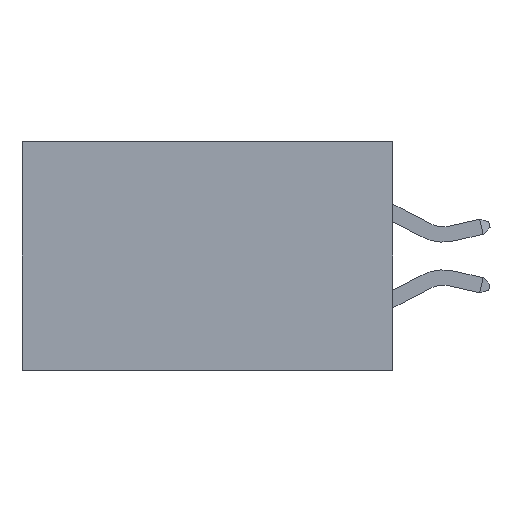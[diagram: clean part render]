
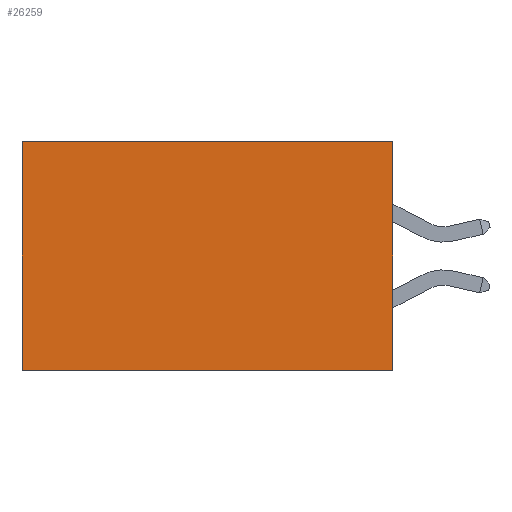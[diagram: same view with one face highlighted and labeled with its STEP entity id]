
A CAD part, left-side view. The second image highlights one B-rep face of the part: STEP entity #26259.
In plain terms, the highlighted planar face has unit normal (-1, 0, 0).
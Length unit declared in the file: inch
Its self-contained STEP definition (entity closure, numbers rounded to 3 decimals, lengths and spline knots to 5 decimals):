
#1128 = CARTESIAN_POINT ( 'NONE',  ( 0.2875, 0., -0.37 ) ) ;
#1856 = DIRECTION ( 'NONE',  ( 1., 0., 0. ) ) ;
#3502 = ORIENTED_EDGE ( 'NONE', *, *, #38072, .F. ) ;
#4379 = DIRECTION ( 'NONE',  ( 0., 1., 0. ) ) ;
#5353 = CARTESIAN_POINT ( 'NONE',  ( 0.2875, 0., 0. ) ) ;
#6536 = ORIENTED_EDGE ( 'NONE', *, *, #19555, .F. ) ;
#8144 = CARTESIAN_POINT ( 'NONE',  ( 0.2875, 0., 0. ) ) ;
#9910 = VERTEX_POINT ( 'NONE', #1128 ) ;
#11340 = PLANE ( 'NONE',  #20006 ) ;
#12647 = FACE_OUTER_BOUND ( 'NONE', #21836, .T. ) ;
#12970 = DIRECTION ( 'NONE',  ( 0., 0., -1. ) ) ;
#15409 = ORIENTED_EDGE ( 'NONE', *, *, #36562, .T. ) ;
#16037 = CARTESIAN_POINT ( 'NONE',  ( 0.2875, 0., 0. ) ) ;
#16270 = VERTEX_POINT ( 'NONE', #27781 ) ;
#18721 = LINE ( 'NONE', #24852, #26251 ) ;
#19096 = VECTOR ( 'NONE', #12970, 39.37008 ) ;
#19555 = EDGE_CURVE ( 'NONE', #23499, #9910, #27663, .T. ) ;
#20006 = AXIS2_PLACEMENT_3D ( 'NONE', #8144, #1856, #24234 ) ;
#21836 = EDGE_LOOP ( 'NONE', ( #15409, #3502, #6536, #22405 ) ) ;
#22405 = ORIENTED_EDGE ( 'NONE', *, *, #37840, .T. ) ;
#23499 = VERTEX_POINT ( 'NONE', #23709 ) ;
#23709 = CARTESIAN_POINT ( 'NONE',  ( 0.2875, 0., 0. ) ) ;
#24234 = DIRECTION ( 'NONE',  ( 0., 0., -1. ) ) ;
#24852 = CARTESIAN_POINT ( 'NONE',  ( 0.2875, 0.6, 0. ) ) ;
#26251 = VECTOR ( 'NONE', #28088, 39.37008 ) ;
#26259 = ADVANCED_FACE ( 'NONE', ( #12647 ), #11340, .F. ) ;
#26608 = VECTOR ( 'NONE', #4379, 39.37008 ) ;
#27134 = VECTOR ( 'NONE', #34100, 39.37008 ) ;
#27663 = LINE ( 'NONE', #16037, #19096 ) ;
#27781 = CARTESIAN_POINT ( 'NONE',  ( 0.2875, 0.6, 0. ) ) ;
#28088 = DIRECTION ( 'NONE',  ( 0., 0., -1. ) ) ;
#28641 = LINE ( 'NONE', #29955, #26608 ) ;
#29955 = CARTESIAN_POINT ( 'NONE',  ( 0.2875, 0., -0.37 ) ) ;
#34100 = DIRECTION ( 'NONE',  ( 0., 1., 0. ) ) ;
#35575 = LINE ( 'NONE', #5353, #27134 ) ;
#36562 = EDGE_CURVE ( 'NONE', #16270, #38914, #18721, .T. ) ;
#37840 = EDGE_CURVE ( 'NONE', #23499, #16270, #35575, .T. ) ;
#38072 = EDGE_CURVE ( 'NONE', #9910, #38914, #28641, .T. ) ;
#38914 = VERTEX_POINT ( 'NONE', #40289 ) ;
#40289 = CARTESIAN_POINT ( 'NONE',  ( 0.2875, 0.6, -0.37 ) ) ;
